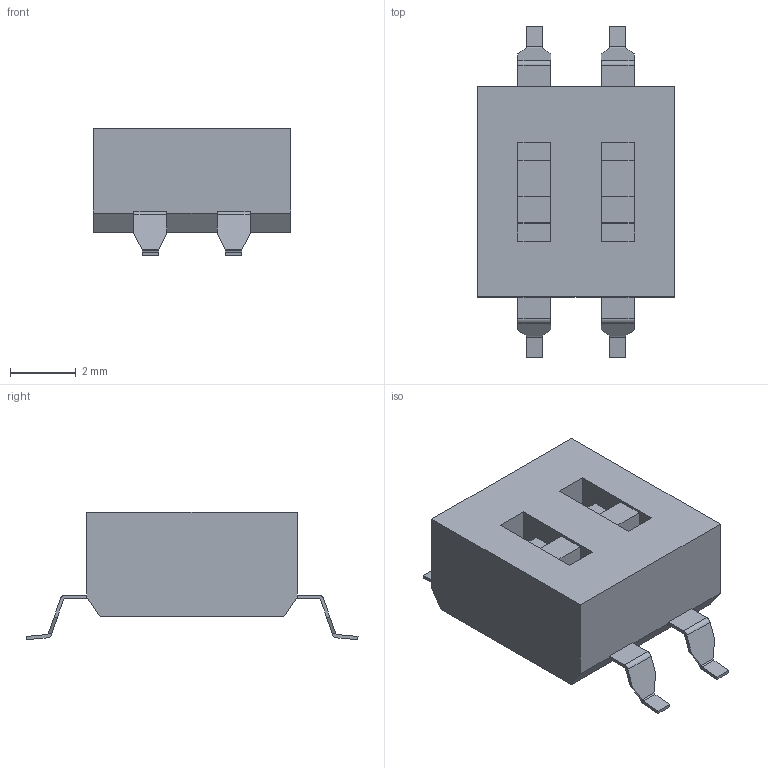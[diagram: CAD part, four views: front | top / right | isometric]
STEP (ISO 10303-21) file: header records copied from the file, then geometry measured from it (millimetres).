
FILE_DESCRIPTION(('FreeCAD Model'),'2;1');
FILE_NAME('MCDM(R)-02-T.step','2017-06-08T17:05:54',( 'kicad StepUp'),('ksu MCAD'),'Open CASCADE STEP processor 6.8', 'FreeCAD','Unknown');
FILE_SCHEMA(('AUTOMOTIVE_DESIGN_CC2 { 1 2 10303 214 -1 1 5 4 }'));
Length unit declared in the file: millimetre
Products named in the file (1): MCDM(R)-02-T
Bounding box: 6.02 x 10.11 x 3.88 mm (x, y, z)
Volume: 118.1 mm3; surface area: 186.8 mm2
Topology: 1 solids, 1 shells, 98 faces, 274 edges, 180 vertices
Faces by surface type: plane 82, cylinder 16
Entity records: 3806 total; most frequent: CARTESIAN_POINT 553, ORIENTED_EDGE 548, DIRECTION 504, EDGE_CURVE 274, LINE 242, VECTOR 242, VERTEX_POINT 180, AXIS2_PLACEMENT_3D 131
